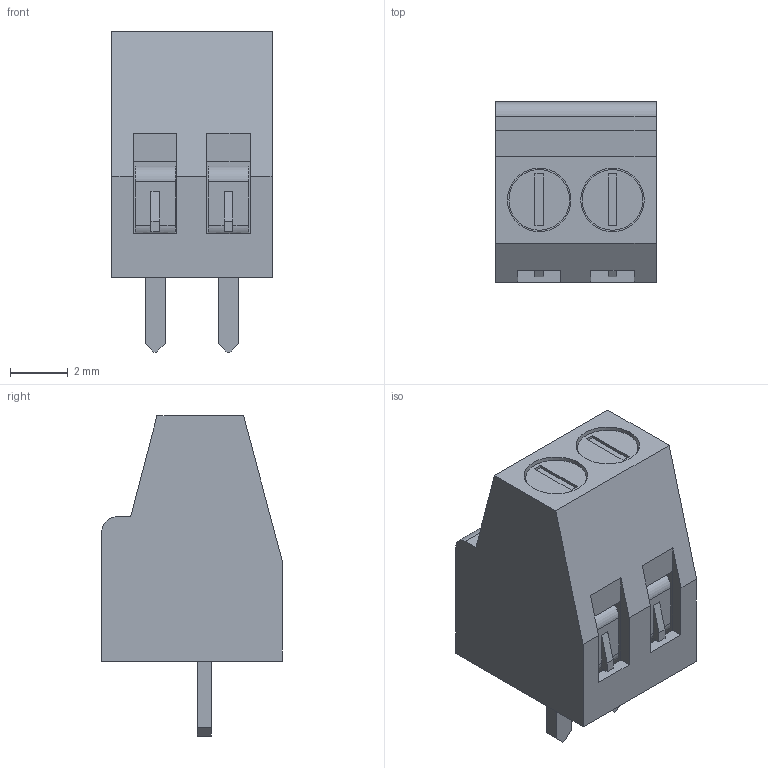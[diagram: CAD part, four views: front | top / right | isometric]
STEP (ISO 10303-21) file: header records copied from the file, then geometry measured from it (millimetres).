
FILE_DESCRIPTION (( 'STEP AP214' ), '1' );
FILE_NAME ('CONN-TH_2P-P2.54_MX128-2.54-GN01-02P-CU-Y-A.STEP', '2023-09-04T13:28:29', ( '' ), ( '' ), 'SwSTEP 2.0', 'SolidWorks 2020', '' );
FILE_SCHEMA (( 'AUTOMOTIVE_DESIGN' ));
Length unit declared in the file: millimetre
Products named in the file (1): CONN-TH_2P-P2.54_MX128-2.54-GN01-02P-CU-Y-A
Bounding box: 5.57 x 6.25 x 11.1 mm (x, y, z)
Volume: 208.4 mm3; surface area: 579.7 mm2
Topology: 5 solids, 5 shells, 448 faces, 1207 edges, 802 vertices
Faces by surface type: plane 329, bspline 98, cylinder 21
Entity records: 19407 total; most frequent: CARTESIAN_POINT 3764, ORIENTED_EDGE 2414, DIRECTION 1755, EDGE_CURVE 1207, LINE 961, VECTOR 961, VERTEX_POINT 802, EDGE_LOOP 493
